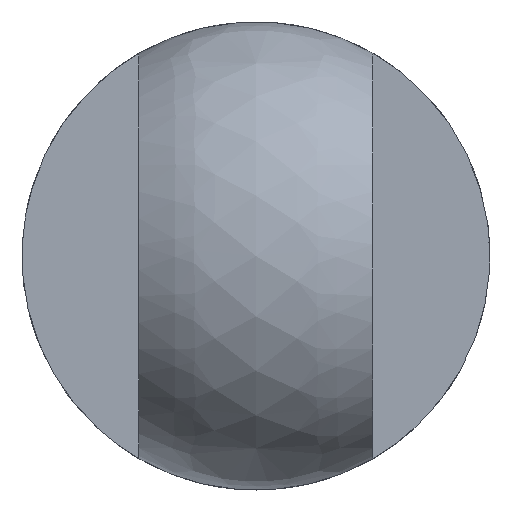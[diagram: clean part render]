
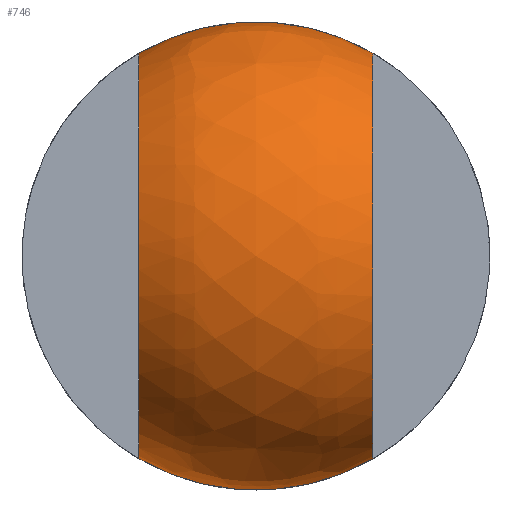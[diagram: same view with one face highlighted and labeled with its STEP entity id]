
A CAD part, left-side view. The second image highlights one B-rep face of the part: STEP entity #746.
In plain terms, the highlighted free-form (B-spline) face has degree [2, 2] with [6, 6] control points.
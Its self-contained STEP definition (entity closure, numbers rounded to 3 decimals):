
#451=CARTESIAN_POINT('',(-12.05,-2.0,-3.464));
#452=VERTEX_POINT('',#451);
#458=CARTESIAN_POINT('',(-12.05,2.0,-3.464));
#459=VERTEX_POINT('',#458);
#460=CARTESIAN_POINT('',(-12.05,-2.,-3.464));
#461=CARTESIAN_POINT('',(-12.05,0.,-4.619));
#462=CARTESIAN_POINT('',(-12.05,2.,-3.464));
#470=(BOUNDED_CURVE()B_SPLINE_CURVE(2,(#460,#461,#462),.UNSPECIFIED.,.F.,.U.)CURVE()GEOMETRIC_REPRESENTATION_ITEM()QUASI_UNIFORM_CURVE()RATIONAL_B_SPLINE_CURVE((1.0,0.866,1.0))REPRESENTATION_ITEM(''));
#471=EDGE_CURVE('',#452,#459,#470,.T.);
#626=CARTESIAN_POINT('',(-12.05,2.0,3.464));
#627=VERTEX_POINT('',#626);
#633=CARTESIAN_POINT('',(-12.05,-2.0,3.464));
#634=VERTEX_POINT('',#633);
#635=CARTESIAN_POINT('',(-12.05,2.,3.464));
#636=CARTESIAN_POINT('',(-12.05,0.,4.619));
#637=CARTESIAN_POINT('',(-12.05,-2.,3.464));
#645=(BOUNDED_CURVE()B_SPLINE_CURVE(2,(#635,#636,#637),.UNSPECIFIED.,.F.,.U.)CURVE()GEOMETRIC_REPRESENTATION_ITEM()QUASI_UNIFORM_CURVE()RATIONAL_B_SPLINE_CURVE((1.0,0.866,1.0))REPRESENTATION_ITEM(''));
#646=EDGE_CURVE('',#627,#634,#645,.T.);
#668=CARTESIAN_POINT('',(-11.38,-1.831,3.492));
#669=CARTESIAN_POINT('',(-11.4,-1.799,3.513));
#670=CARTESIAN_POINT('',(-11.86,-0.999,3.995));
#671=CARTESIAN_POINT('',(-11.86,0.999,3.995));
#672=CARTESIAN_POINT('',(-11.4,1.799,3.513));
#673=CARTESIAN_POINT('',(-11.38,1.831,3.492));
#674=CARTESIAN_POINT('',(-12.369,-2.375,3.397));
#675=CARTESIAN_POINT('',(-12.402,-2.338,3.423));
#676=CARTESIAN_POINT('',(-13.211,-1.353,4.06));
#677=CARTESIAN_POINT('',(-13.211,1.353,4.06));
#678=CARTESIAN_POINT('',(-12.402,2.338,3.423));
#679=CARTESIAN_POINT('',(-12.369,2.375,3.397));
#680=CARTESIAN_POINT('',(-14.192,-3.378,1.611));
#681=CARTESIAN_POINT('',(-14.259,-3.335,1.628));
#682=CARTESIAN_POINT('',(-16.05,-2.098,2.098));
#683=CARTESIAN_POINT('',(-16.05,2.098,2.098));
#684=CARTESIAN_POINT('',(-14.259,3.335,1.628));
#685=CARTESIAN_POINT('',(-14.192,3.378,1.611));
#686=CARTESIAN_POINT('',(-14.192,-3.378,-1.611));
#687=CARTESIAN_POINT('',(-14.259,-3.335,-1.628));
#688=CARTESIAN_POINT('',(-16.05,-2.098,-2.098));
#689=CARTESIAN_POINT('',(-16.05,2.098,-2.098));
#690=CARTESIAN_POINT('',(-14.259,3.335,-1.628));
#691=CARTESIAN_POINT('',(-14.192,3.378,-1.611));
#692=CARTESIAN_POINT('',(-12.369,-2.375,-3.397));
#693=CARTESIAN_POINT('',(-12.402,-2.338,-3.423));
#694=CARTESIAN_POINT('',(-13.211,-1.353,-4.06));
#695=CARTESIAN_POINT('',(-13.211,1.353,-4.06));
#696=CARTESIAN_POINT('',(-12.402,2.338,-3.423));
#697=CARTESIAN_POINT('',(-12.369,2.375,-3.397));
#698=CARTESIAN_POINT('',(-11.38,-1.831,-3.492));
#699=CARTESIAN_POINT('',(-11.4,-1.799,-3.513));
#700=CARTESIAN_POINT('',(-11.86,-0.999,-3.995));
#701=CARTESIAN_POINT('',(-11.86,0.999,-3.995));
#702=CARTESIAN_POINT('',(-11.4,1.799,-3.513));
#703=CARTESIAN_POINT('',(-11.38,1.831,-3.492));
#711=(BOUNDED_SURFACE()B_SPLINE_SURFACE(2,2,((#668,#674,#680,#686,#692,#698),(#669,#675,#681,#687,#693,#699),(#670,#676,#682,#688,#694,#700),(#671,#677,#683,#689,#695,#701),(#672,#678,#684,#690,#696,#702),(#673,#679,#685,#691,#697,#703)),.UNSPECIFIED.,.F.,.F.,.U.)B_SPLINE_SURFACE_WITH_KNOTS((3,1,1,1,3),(3,1,1,1,3),(0.0,0.18,3.868,7.556,7.736),(0.0,3.688,7.376,11.064,14.752),.UNSPECIFIED.)GEOMETRIC_REPRESENTATION_ITEM()RATIONAL_B_SPLINE_SURFACE(((2.402,1.852,1.302,1.302,1.852,2.402),(2.388,1.838,1.288,1.288,1.838,2.388),(2.1,1.55,1.0,1.0,1.55,2.1),(2.1,1.55,1.0,1.0,1.55,2.1),(2.388,1.838,1.288,1.288,1.838,2.388),(2.402,1.852,1.302,1.302,1.852,2.402)))REPRESENTATION_ITEM('')SURFACE());
#712=CARTESIAN_POINT('',(-12.05,2.0,-3.464));
#713=CARTESIAN_POINT('',(-15.514,2.0,-3.464));
#714=CARTESIAN_POINT('',(-15.514,2.0,0.0));
#715=CARTESIAN_POINT('',(-15.514,2.0,3.464));
#716=CARTESIAN_POINT('',(-12.05,2.0,3.464));
#724=(BOUNDED_CURVE()B_SPLINE_CURVE(2,(#712,#713,#714,#715,#716),.UNSPECIFIED.,.F.,.U.)B_SPLINE_CURVE_WITH_KNOTS((3,2,3),(0.0,0.5,1.0),.UNSPECIFIED.)CURVE()GEOMETRIC_REPRESENTATION_ITEM()RATIONAL_B_SPLINE_CURVE((1.0,0.707,1.0,0.707,1.0))REPRESENTATION_ITEM(''));
#725=EDGE_CURVE('',#459,#627,#724,.T.);
#726=ORIENTED_EDGE('',*,*,#725,.F.);
#727=ORIENTED_EDGE('',*,*,#471,.F.);
#728=CARTESIAN_POINT('',(-12.05,-2.0,-3.464));
#729=CARTESIAN_POINT('',(-15.514,-2.0,-3.464));
#730=CARTESIAN_POINT('',(-15.514,-2.0,0.0));
#731=CARTESIAN_POINT('',(-15.514,-2.0,3.464));
#732=CARTESIAN_POINT('',(-12.05,-2.0,3.464));
#740=(BOUNDED_CURVE()B_SPLINE_CURVE(2,(#728,#729,#730,#731,#732),.UNSPECIFIED.,.F.,.U.)B_SPLINE_CURVE_WITH_KNOTS((3,2,3),(0.0,0.5,1.0),.UNSPECIFIED.)CURVE()GEOMETRIC_REPRESENTATION_ITEM()RATIONAL_B_SPLINE_CURVE((1.0,0.707,1.0,0.707,1.0))REPRESENTATION_ITEM(''));
#741=EDGE_CURVE('',#452,#634,#740,.T.);
#742=ORIENTED_EDGE('',*,*,#741,.T.);
#743=ORIENTED_EDGE('',*,*,#646,.F.);
#744=EDGE_LOOP('',(#726,#727,#742,#743));
#745=FACE_OUTER_BOUND('',#744,.T.);
#746=ADVANCED_FACE('',(#745),#711,.T.);
